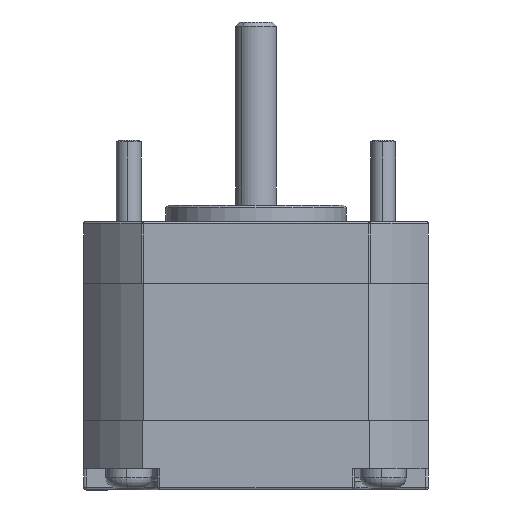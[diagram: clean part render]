
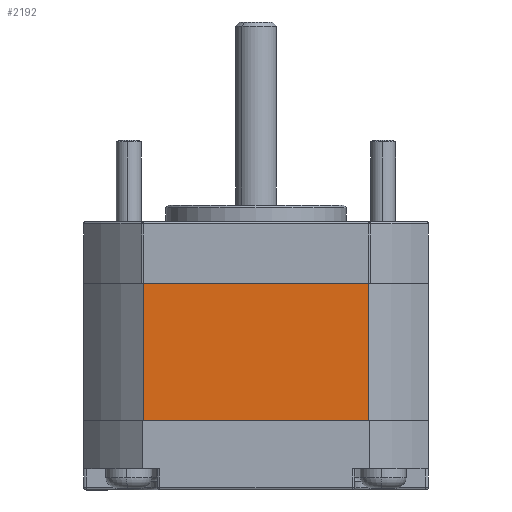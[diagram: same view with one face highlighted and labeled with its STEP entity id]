
A CAD part, front view. The second image highlights one B-rep face of the part: STEP entity #2192.
In plain terms, the highlighted planar face has unit normal (0, -1, 0).
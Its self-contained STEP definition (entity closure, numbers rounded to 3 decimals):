
#272 = DIRECTION ( 'NONE',  ( 0., 0., -1. ) ) ;
#662 = DIRECTION ( 'NONE',  ( 0., 1., 0. ) ) ;
#1555 = LINE ( 'NONE', #11425, #9884 ) ;
#1598 = VERTEX_POINT ( 'NONE', #11234 ) ;
#1802 = DIRECTION ( 'NONE',  ( 1., 0., 0. ) ) ;
#2137 = VECTOR ( 'NONE', #1802, 1000. ) ;
#2192 = ADVANCED_FACE ( 'Defeatured_0_66', ( #6448 ), #5215, .F. ) ;
#2210 = CARTESIAN_POINT ( 'NONE',  ( -13.748, -21., -8.505 ) ) ;
#2905 = VECTOR ( 'NONE', #3712, 1000. ) ;
#3086 = VECTOR ( 'NONE', #4816, 1000. ) ;
#3227 = ORIENTED_EDGE ( 'NONE', *, *, #3865, .F. ) ;
#3419 = CARTESIAN_POINT ( 'NONE',  ( -13.748, -21., 8.195 ) ) ;
#3712 = DIRECTION ( 'NONE',  ( 1., 0., 0. ) ) ;
#3834 = CARTESIAN_POINT ( 'NONE',  ( -13.748, -21., 8.195 ) ) ;
#3865 = EDGE_CURVE ( 'Defeatured_0_18+Defeatured_0_66+Defeatured_0_10+Defeatured_0_11', #6849, #1598, #11175, .T. ) ;
#4816 = DIRECTION ( 'NONE',  ( 0., 0., -1. ) ) ;
#5215 = PLANE ( 'NONE',  #13963 ) ;
#5412 = CARTESIAN_POINT ( 'NONE',  ( 13.748, -21., 8.195 ) ) ;
#6165 = EDGE_LOOP ( 'NONE', ( #7195, #14485, #3227, #10529 ) ) ;
#6306 = DIRECTION ( 'NONE',  ( 0., 0., 1. ) ) ;
#6448 = FACE_OUTER_BOUND ( 'NONE', #6165, .T. ) ;
#6849 = VERTEX_POINT ( 'NONE', #3834 ) ;
#7195 = ORIENTED_EDGE ( 'NONE', *, *, #11133, .T. ) ;
#7653 = EDGE_CURVE ( 'Defeatured_0_66+Defeatured_0_65+Defeatured_0_18+Defeatured_0_265', #6849, #12282, #11771, .T. ) ;
#8112 = CARTESIAN_POINT ( 'NONE',  ( 13.748, -21., -8.505 ) ) ;
#8429 = CARTESIAN_POINT ( 'NONE',  ( 13.748, -21., -8.505 ) ) ;
#8615 = CARTESIAN_POINT ( 'NONE',  ( 13.748, -21., 8.195 ) ) ;
#9308 = EDGE_CURVE ( 'Defeatured_0_67+Defeatured_0_66+Defeatured_0_11+Defeatured_0_264', #1598, #11621, #1555, .T. ) ;
#9820 = LINE ( 'NONE', #8429, #2905 ) ;
#9884 = VECTOR ( 'NONE', #272, 1000. ) ;
#10529 = ORIENTED_EDGE ( 'NONE', *, *, #7653, .T. ) ;
#11133 = EDGE_CURVE ( 'Defeatured_0_66+Defeatured_0_265+Defeatured_0_65+Defeatured_0_67', #12282, #11621, #9820, .T. ) ;
#11175 = LINE ( 'NONE', #8615, #2137 ) ;
#11234 = CARTESIAN_POINT ( 'NONE',  ( 13.748, -21., 8.195 ) ) ;
#11425 = CARTESIAN_POINT ( 'NONE',  ( 13.748, -21., 8.195 ) ) ;
#11621 = VERTEX_POINT ( 'NONE', #8112 ) ;
#11771 = LINE ( 'NONE', #3419, #3086 ) ;
#12282 = VERTEX_POINT ( 'NONE', #2210 ) ;
#13963 = AXIS2_PLACEMENT_3D ( 'NONE', #5412, #662, #6306 ) ;
#14485 = ORIENTED_EDGE ( 'NONE', *, *, #9308, .F. ) ;
